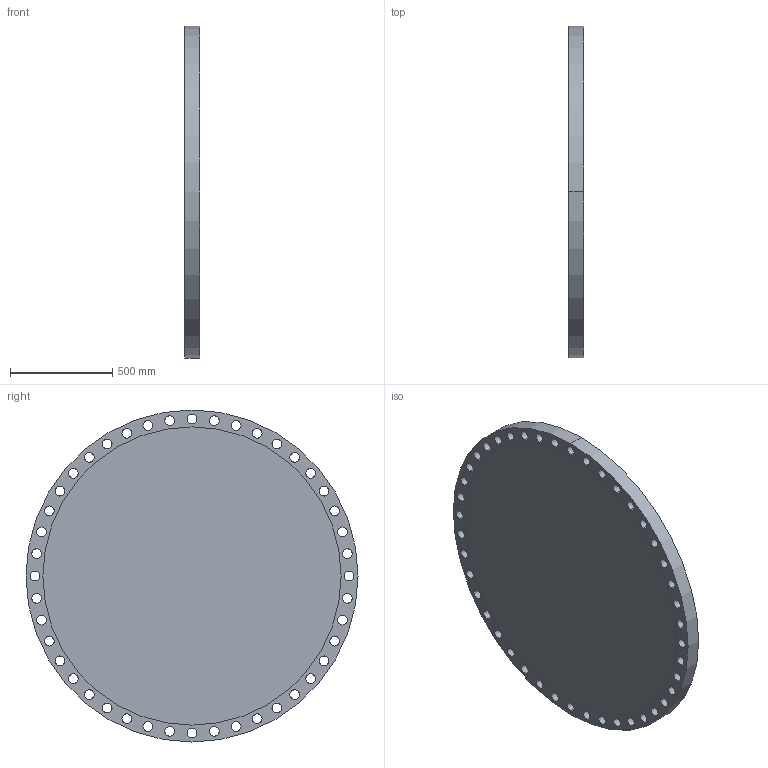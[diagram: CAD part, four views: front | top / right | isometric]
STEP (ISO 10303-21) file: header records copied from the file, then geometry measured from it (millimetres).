
FILE_DESCRIPTION (( 'STEP AP203' ), '1' );
FILE_NAME ('52_CL125_B161_RF_BLF.STEP', '2024-01-13T00:02:32', ( '' ), ( '' ), 'SwSTEP 2.0', 'SolidWorks 2023', '' );
FILE_SCHEMA (( 'CONFIG_CONTROL_DESIGN' ));
Length unit declared in the file: inch
Products named in the file (1): 52_CL125_B161_RF_BLF
Bounding box: 74.61 x 1625.6 x 1625.6 mm (x, y, z)
Volume: 148497222.7 mm3; surface area: 4855144.4 mm2
Topology: 1 solids, 1 shells, 95 faces, 276 edges, 184 vertices
Faces by surface type: cylinder 92, plane 3
Entity records: 3509 total; most frequent: DIRECTION 652, CARTESIAN_POINT 556, ORIENTED_EDGE 552, AXIS2_PLACEMENT_3D 280, EDGE_CURVE 276, VERTEX_POINT 184, CIRCLE 184, EDGE_LOOP 184
